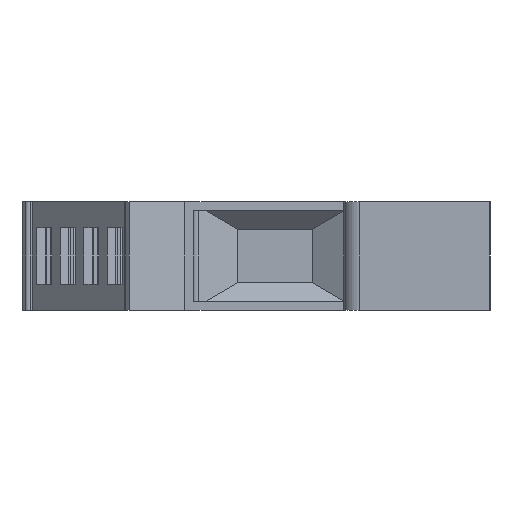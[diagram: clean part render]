
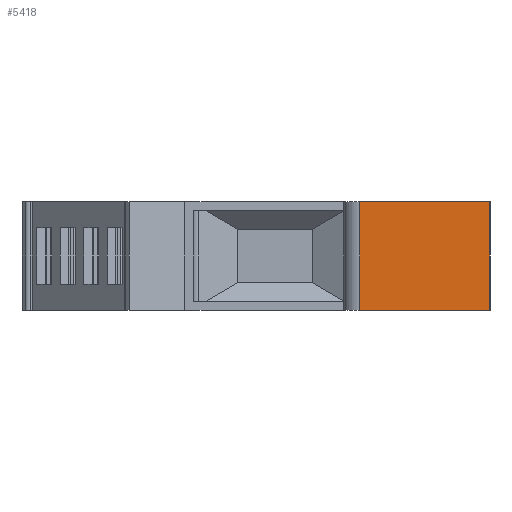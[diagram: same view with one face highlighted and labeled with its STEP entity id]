
A CAD part, left-side view. The second image highlights one B-rep face of the part: STEP entity #5418.
In plain terms, the highlighted planar face has unit normal (-1, 0, 0).
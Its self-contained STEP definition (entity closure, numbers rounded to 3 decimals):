
#70=DIRECTION('',(0.,-1.,0.));
#71=VECTOR('',#70,12.15);
#72=CARTESIAN_POINT('',(-28.,5.15,0.));
#73=LINE('',#72,#71);
#451=DIRECTION('',(0.,-1.,0.));
#452=VECTOR('',#451,12.15);
#453=CARTESIAN_POINT('',(-28.,5.15,-10.1));
#454=LINE('',#453,#452);
#526=DIRECTION('',(0.,0.,-1.));
#527=VECTOR('',#526,10.1);
#528=CARTESIAN_POINT('',(-28.,-7.,0.));
#529=LINE('',#528,#527);
#2002=DIRECTION('',(0.,0.,-1.));
#2003=VECTOR('',#2002,10.1);
#2004=CARTESIAN_POINT('',(-28.,5.15,0.));
#2005=LINE('',#2004,#2003);
#2858=CARTESIAN_POINT('',(-28.,-7.,0.));
#2859=CARTESIAN_POINT('',(-28.,-7.,-10.1));
#2860=VERTEX_POINT('',#2858);
#2861=VERTEX_POINT('',#2859);
#2962=CARTESIAN_POINT('',(-28.,5.15,-10.1));
#2964=VERTEX_POINT('',#2962);
#2968=CARTESIAN_POINT('',(-28.,5.15,0.));
#2969=VERTEX_POINT('',#2968);
#5407=CARTESIAN_POINT('',(-28.,6.65,0.));
#5408=DIRECTION('',(-1.,0.,0.));
#5409=DIRECTION('',(0.,-1.,0.));
#5410=AXIS2_PLACEMENT_3D('',#5407,#5408,#5409);
#5411=PLANE('',#5410);
#5412=ORIENTED_EDGE('',*,*,#5402,.F.);
#5413=ORIENTED_EDGE('',*,*,#3055,.T.);
#5414=ORIENTED_EDGE('',*,*,#3317,.T.);
#5415=ORIENTED_EDGE('',*,*,#3261,.F.);
#5416=EDGE_LOOP('',(#5412,#5413,#5414,#5415));
#5417=FACE_OUTER_BOUND('',#5416,.F.);
#5418=ADVANCED_FACE('',(#5417),#5411,.T.);
#3055=EDGE_CURVE('',#2969,#2860,#73,.T.);
#3261=EDGE_CURVE('',#2964,#2861,#454,.T.);
#3317=EDGE_CURVE('',#2860,#2861,#529,.T.);
#5402=EDGE_CURVE('',#2969,#2964,#2005,.T.);
